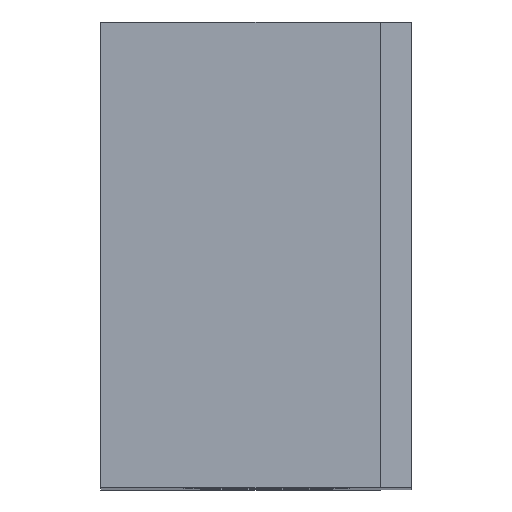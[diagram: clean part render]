
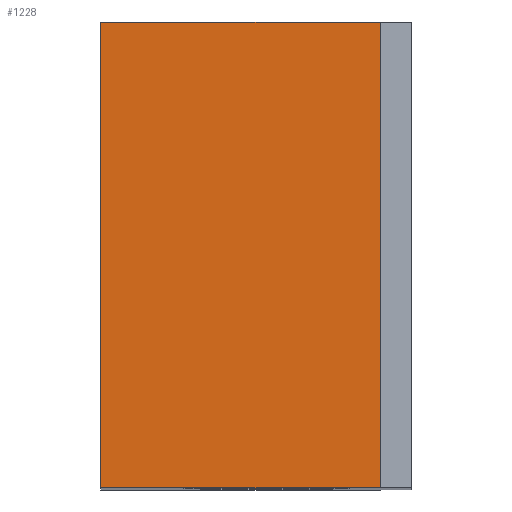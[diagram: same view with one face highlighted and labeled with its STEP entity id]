
A CAD part, top view. The second image highlights one B-rep face of the part: STEP entity #1228.
In plain terms, the highlighted planar face has unit normal (0, 0, 1).
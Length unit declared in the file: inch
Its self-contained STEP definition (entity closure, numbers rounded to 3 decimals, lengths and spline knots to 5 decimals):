
#138=FACE_OUTER_BOUND('',#212,.T.);
#212=EDGE_LOOP('',(#1109,#1110,#1111,#1112));
#385=LINE('',#3600,#433);
#396=LINE('',#3621,#444);
#399=LINE('',#3633,#447);
#400=LINE('',#3635,#448);
#433=VECTOR('',#1335,0.3937);
#444=VECTOR('',#1352,0.3937);
#447=VECTOR('',#1363,0.3937);
#448=VECTOR('',#1366,0.3937);
#561=VERTEX_POINT('',#3596);
#563=VERTEX_POINT('',#3599);
#570=VERTEX_POINT('',#3619);
#575=VERTEX_POINT('',#3631);
#742=EDGE_CURVE('',#563,#561,#385,.T.);
#753=EDGE_CURVE('',#570,#561,#396,.T.);
#759=EDGE_CURVE('',#575,#570,#399,.T.);
#760=EDGE_CURVE('',#575,#563,#400,.T.);
#1109=ORIENTED_EDGE('',*,*,#759,.F.);
#1110=ORIENTED_EDGE('',*,*,#760,.T.);
#1111=ORIENTED_EDGE('',*,*,#742,.T.);
#1112=ORIENTED_EDGE('',*,*,#753,.F.);
#1163=PLANE('',#1269);
#1228=ADVANCED_FACE('',(#138),#1163,.T.);
#1269=AXIS2_PLACEMENT_3D('',#3634,#1364,#1365);
#1335=DIRECTION('',(0.,-1.,0.));
#1352=DIRECTION('',(-1.,0.,0.));
#1363=DIRECTION('',(0.,-1.,0.));
#1364=DIRECTION('center_axis',(0.,0.,1.));
#1365=DIRECTION('ref_axis',(-1.,0.,0.));
#1366=DIRECTION('',(-1.,0.,0.));
#3596=CARTESIAN_POINT('',(-2.5,-0.75,23.));
#3599=CARTESIAN_POINT('',(-2.5,0.,23.));
#3600=CARTESIAN_POINT('',(-2.5,0.,23.));
#3619=CARTESIAN_POINT('',(-2.05,-0.75,23.));
#3621=CARTESIAN_POINT('',(-2.125,-0.75,23.));
#3631=CARTESIAN_POINT('',(-2.05,0.,23.));
#3633=CARTESIAN_POINT('',(-2.05,0.,23.));
#3634=CARTESIAN_POINT('Origin',(-2.,0.,
23.));
#3635=CARTESIAN_POINT('',(-2.,0.,23.));
